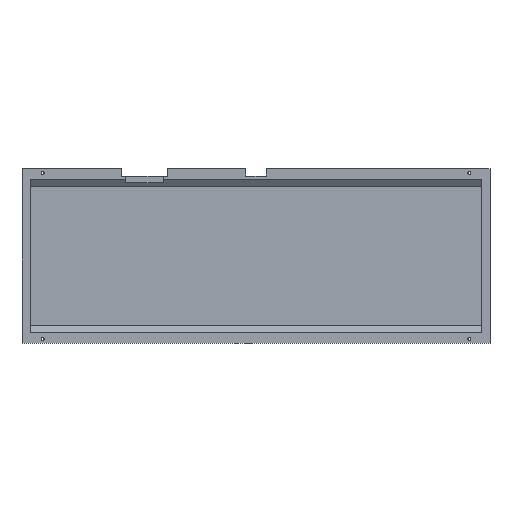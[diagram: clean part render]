
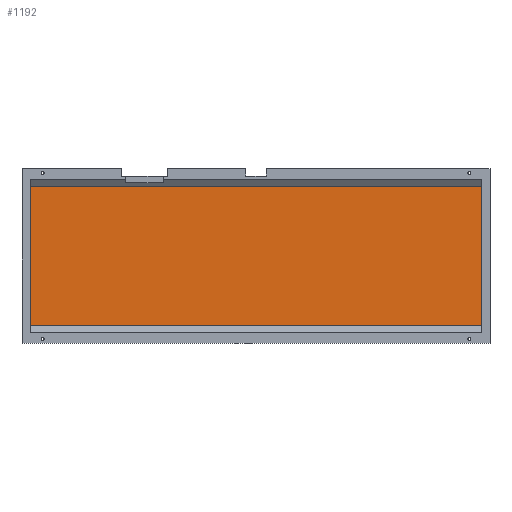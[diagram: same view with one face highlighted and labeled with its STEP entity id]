
A CAD part, top view. The second image highlights one B-rep face of the part: STEP entity #1192.
In plain terms, the highlighted planar face has unit normal (0, 0, 1).
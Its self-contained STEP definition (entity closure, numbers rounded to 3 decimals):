
#1127=CARTESIAN_POINT('',(-27.48,6.105,-65.));
#1128=VERTEX_POINT('',#1127);
#1129=CARTESIAN_POINT('',(302.469,6.105,-65.));
#1130=VERTEX_POINT('',#1129);
#1131=CARTESIAN_POINT('',(-27.48,6.105,-65.));
#1132=DIRECTION('',(1.,-0.,0.));
#1133=VECTOR('',#1132,329.949);
#1134=LINE('',#1131,#1133);
#1135=EDGE_CURVE('',#1128,#1130,#1134,.T.);
#1162=CARTESIAN_POINT('',(-33.48,57.121,-65.));
#1163=DIRECTION('',(0.,0.,-1.));
#1164=DIRECTION('',(-1.,0.,0.));
#1165=AXIS2_PLACEMENT_3D('',#1162,#1163,#1164);
#1166=PLANE('',#1165);
#1167=CARTESIAN_POINT('',(-27.48,108.137,-65.));
#1168=VERTEX_POINT('',#1167);
#1169=CARTESIAN_POINT('',(-27.48,6.105,-65.));
#1170=DIRECTION('',(0.,1.,0.));
#1171=VECTOR('',#1170,102.032);
#1172=LINE('',#1169,#1171);
#1173=EDGE_CURVE('',#1128,#1168,#1172,.T.);
#1174=ORIENTED_EDGE('',*,*,#1173,.F.);
#1175=ORIENTED_EDGE('',*,*,#1135,.T.);
#1176=CARTESIAN_POINT('',(302.469,108.137,-65.));
#1177=VERTEX_POINT('',#1176);
#1178=CARTESIAN_POINT('',(302.469,6.105,-65.));
#1179=DIRECTION('',(0.,1.,0.));
#1180=VECTOR('',#1179,102.032);
#1181=LINE('',#1178,#1180);
#1182=EDGE_CURVE('',#1130,#1177,#1181,.T.);
#1183=ORIENTED_EDGE('',*,*,#1182,.T.);
#1184=CARTESIAN_POINT('',(-27.48,108.137,-65.));
#1185=DIRECTION('',(1.,-0.,0.));
#1186=VECTOR('',#1185,329.949);
#1187=LINE('',#1184,#1186);
#1188=EDGE_CURVE('',#1168,#1177,#1187,.T.);
#1189=ORIENTED_EDGE('',*,*,#1188,.F.);
#1190=EDGE_LOOP('',(#1174,#1175,#1183,#1189));
#1191=FACE_BOUND('',#1190,.T.);
#1192=ADVANCED_FACE('',(#1191),#1166,.F.);
